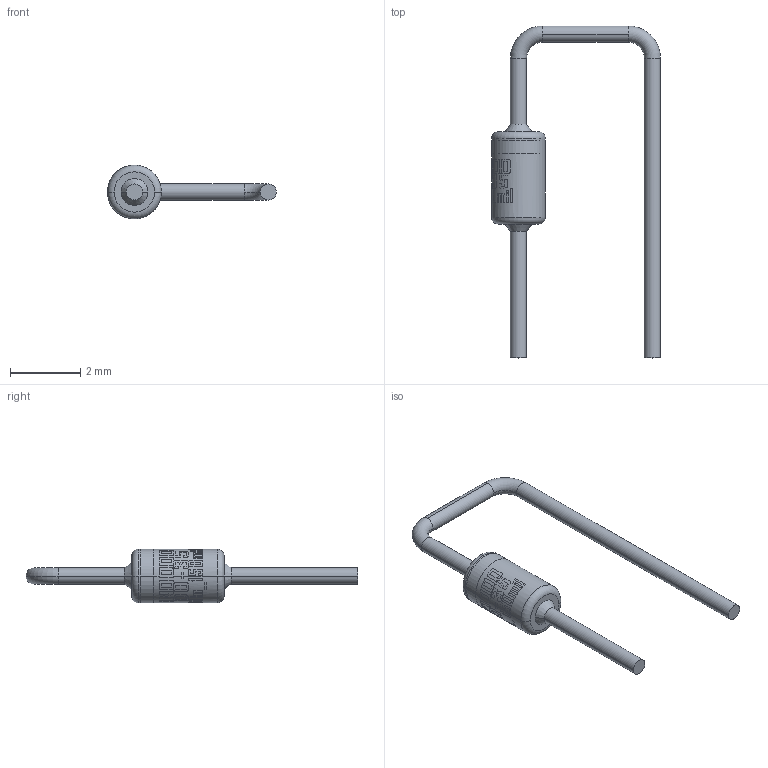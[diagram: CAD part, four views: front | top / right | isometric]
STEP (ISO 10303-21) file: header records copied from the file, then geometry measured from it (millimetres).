
FILE_DESCRIPTION (( 'STEP AP214' ), '1' );
FILE_NAME ('DO-35_Min_150mil_rev1.0.STEP', '2023-03-16T22:03:58', ( '' ), ( '' ), 'SwSTEP 2.0', 'SolidWorks 2020', '' );
FILE_SCHEMA (( 'AUTOMOTIVE_DESIGN' ));
Length unit declared in the file: millimetre
Products named in the file (1): DO-35_Min_150mil_rev1.0
Bounding box: 4.8 x 9.44 x 1.53 mm (x, y, z)
Volume: 7.2 mm3; surface area: 54.6 mm2
Topology: 4 solids, 4 shells, 64 faces, 317 edges, 289 vertices
Faces by surface type: cylinder 44, torus 8, plane 8, cone 4
Entity records: 4517 total; most frequent: CARTESIAN_POINT 1056, ORIENTED_EDGE 634, DIRECTION 502, EDGE_CURVE 317, VERTEX_POINT 289, AXIS2_PLACEMENT_3D 197, CIRCLE 132, VECTOR 108
